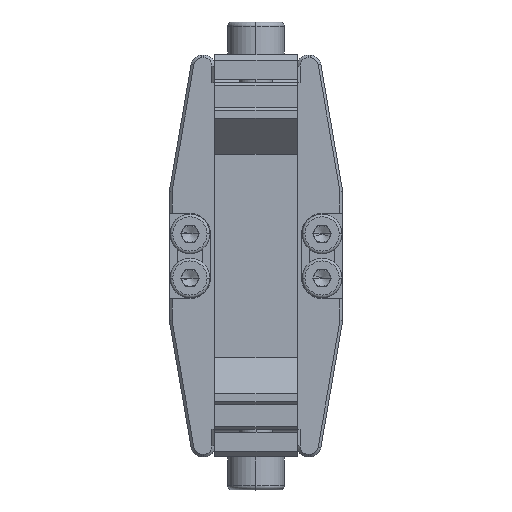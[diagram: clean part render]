
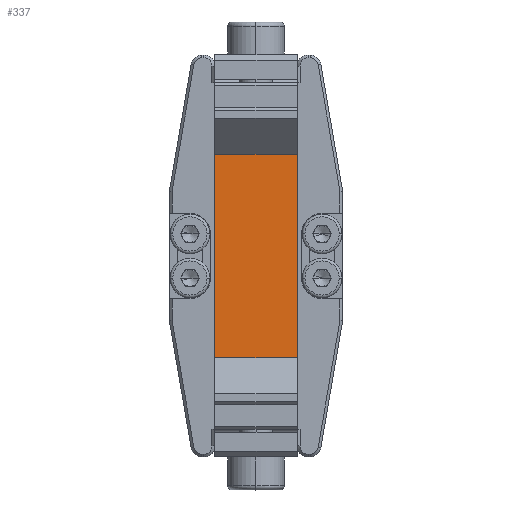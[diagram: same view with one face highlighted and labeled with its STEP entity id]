
A CAD part, top view. The second image highlights one B-rep face of the part: STEP entity #337.
In plain terms, the highlighted planar face has unit normal (0, 0, 1).
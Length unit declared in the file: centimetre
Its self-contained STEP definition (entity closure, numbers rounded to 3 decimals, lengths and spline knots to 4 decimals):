
#285 = EDGE_CURVE ( 'NONE', #350, #286, #814, .T. ) ;
#286 = VERTEX_POINT ( 'NONE', #863 ) ;
#309 = EDGE_LOOP ( 'NONE', ( #338, #349, #335, #339 ) ) ;
#319 = EDGE_CURVE ( 'NONE', #350, #332, #921, .T. ) ;
#332 = VERTEX_POINT ( 'NONE', #957 ) ;
#333 = EDGE_CURVE ( 'NONE', #286, #336, #952, .T. ) ;
#335 = ORIENTED_EDGE ( 'NONE', *, *, #340, .F. ) ;
#336 = VERTEX_POINT ( 'NONE', #955 ) ;
#337 = ADVANCED_FACE ( 'NONE', ( #947 ), #948, .F. ) ;
#338 = ORIENTED_EDGE ( 'NONE', *, *, #285, .T. ) ;
#339 = ORIENTED_EDGE ( 'NONE', *, *, #319, .F. ) ;
#340 = EDGE_CURVE ( 'NONE', #332, #336, #946, .T. ) ;
#349 = ORIENTED_EDGE ( 'NONE', *, *, #333, .T. ) ;
#350 = VERTEX_POINT ( 'NONE', #945 ) ;
#814 = LINE ( 'NONE', #862, #861 ) ;
#860 = DIRECTION ( 'NONE',  ( -1., 0., 0. ) ) ;
#861 = VECTOR ( 'NONE', #860, 100. ) ;
#862 = CARTESIAN_POINT ( 'NONE',  ( 2.0255, 1.85, 3.25 ) ) ;
#863 = CARTESIAN_POINT ( 'NONE',  ( -0.7245, 1.85, 3.25 ) ) ;
#918 = DIRECTION ( 'NONE',  ( 0., -1., 0. ) ) ;
#919 = VECTOR ( 'NONE', #918, 100. ) ;
#920 = CARTESIAN_POINT ( 'NONE',  ( 0.7755, 3.3464, 3.25 ) ) ;
#921 = LINE ( 'NONE', #920, #919 ) ;
#939 = DIRECTION ( 'NONE',  ( -1., 0., 0. ) ) ;
#940 = VECTOR ( 'NONE', #939, 100. ) ;
#941 = CARTESIAN_POINT ( 'NONE',  ( 2.0255, -1.85, 3.25 ) ) ;
#943 = DIRECTION ( 'NONE',  ( -1., 0., 0. ) ) ;
#945 = CARTESIAN_POINT ( 'NONE',  ( 0.7755, 1.85, 3.25 ) ) ;
#946 = LINE ( 'NONE', #941, #940 ) ;
#947 = FACE_OUTER_BOUND ( 'NONE', #309, .T. ) ;
#948 = PLANE ( 'NONE',  #954 ) ;
#949 = DIRECTION ( 'NONE',  ( 0., -1., 0. ) ) ;
#950 = VECTOR ( 'NONE', #949, 100. ) ;
#951 = CARTESIAN_POINT ( 'NONE',  ( -0.7245, 1.85, 3.25 ) ) ;
#952 = LINE ( 'NONE', #951, #950 ) ;
#953 = CARTESIAN_POINT ( 'NONE',  ( 2.0255, 1.85, 3.25 ) ) ;
#954 = AXIS2_PLACEMENT_3D ( 'NONE', #953, #956, #943 ) ;
#955 = CARTESIAN_POINT ( 'NONE',  ( -0.7245, -1.85, 3.25 ) ) ;
#956 = DIRECTION ( 'NONE',  ( 0., 0., -1. ) ) ;
#957 = CARTESIAN_POINT ( 'NONE',  ( 0.7755, -1.85, 3.25 ) ) ;
